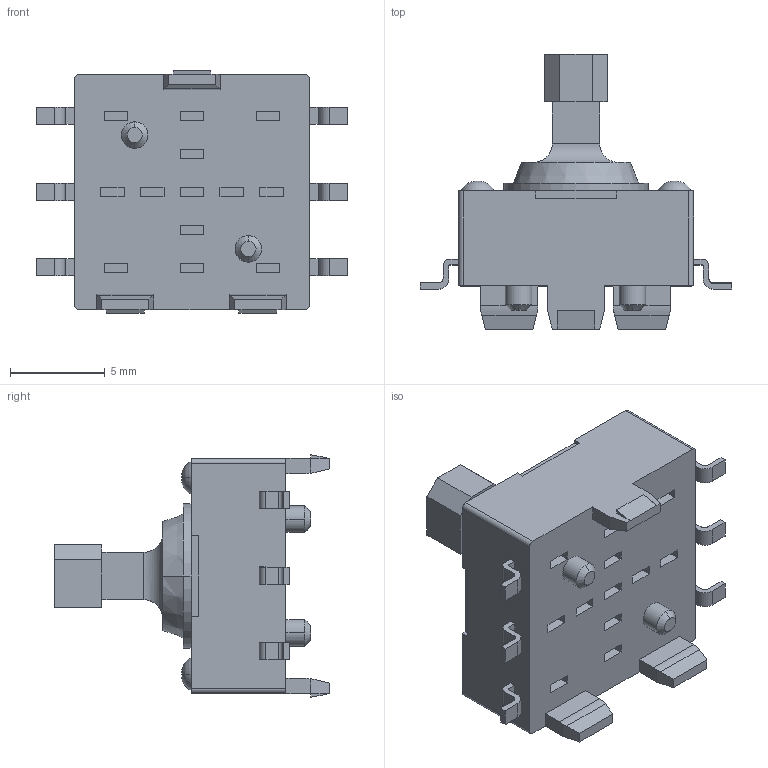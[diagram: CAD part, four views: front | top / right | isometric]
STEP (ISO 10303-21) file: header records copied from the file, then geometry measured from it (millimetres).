
FILE_DESCRIPTION (( 'STEP AP214' ), '1' );
FILE_NAME ('JS5208.STEP', '2022-07-25T11:37:30', ( '' ), ( '' ), 'SwSTEP 2.0', 'SolidWorks 2017', '' );
FILE_SCHEMA (( 'AUTOMOTIVE_DESIGN' ));
Length unit declared in the file: millimetre
Products named in the file (2): JS5208
Assembly tree (1 placements, depth 2):
  JS5208
    JS5208
Bounding box: 16.4 x 14.5 x 12.8 mm (x, y, z)
Volume: 589.2 mm3; surface area: 1297.9 mm2
Topology: 1 solids, 2 shells, 454 faces, 1248 edges, 820 vertices
Faces by surface type: plane 328, cylinder 107, torus 8, cone 6, bspline 5
Entity records: 14501 total; most frequent: CARTESIAN_POINT 2761, ORIENTED_EDGE 2468, DIRECTION 2382, EDGE_CURVE 1234, LINE 948, VECTOR 948, VERTEX_POINT 820, AXIS2_PLACEMENT_3D 717
